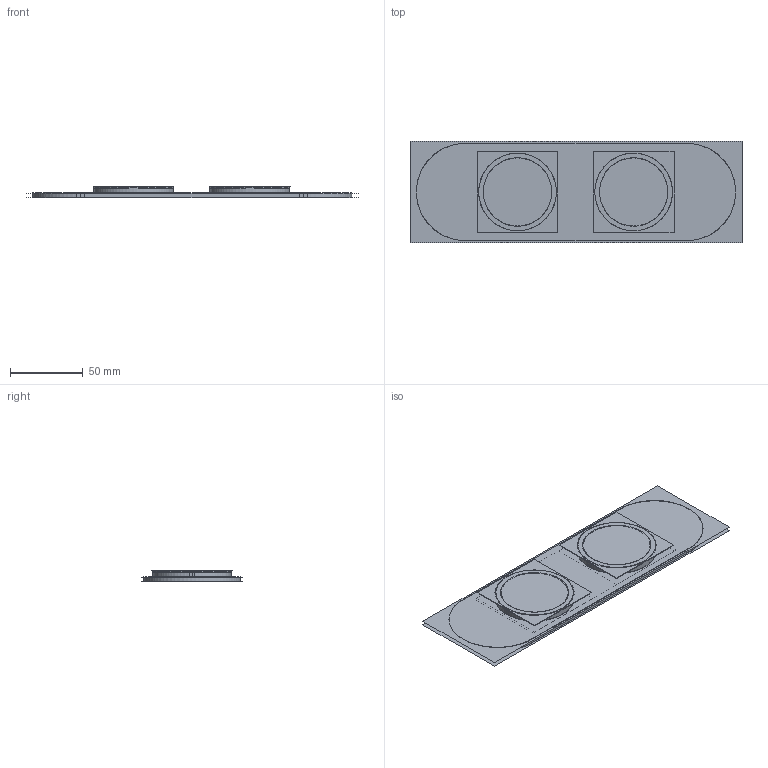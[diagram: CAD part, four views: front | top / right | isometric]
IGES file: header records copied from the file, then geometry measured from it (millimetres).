
Start section:  PTC IGES file: ce1501bpc_asm.igs
Global section: file name: ce1501bpc_asm.igs; native system: Pro/ENGINEER by Parametric Technology Corporation; preprocessor: 2009360; author: user33; organization: Unknown; date: 20191219.150651; units: millimetre
Bounding box: 228.8 x 69.68 x 8.14 mm (x, y, z)
Volume: 37335.8 mm3; surface area: 174830.1 mm2
Topology: 5 solids, 5 shells, 100 faces, 484 edges, 624 vertices
Faces by surface type: revolution 76, bspline 24
